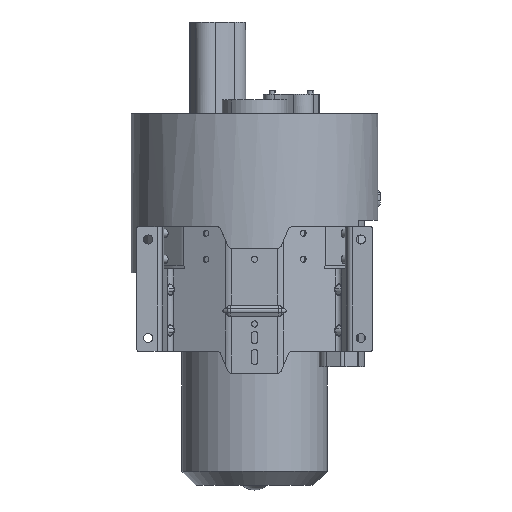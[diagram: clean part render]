
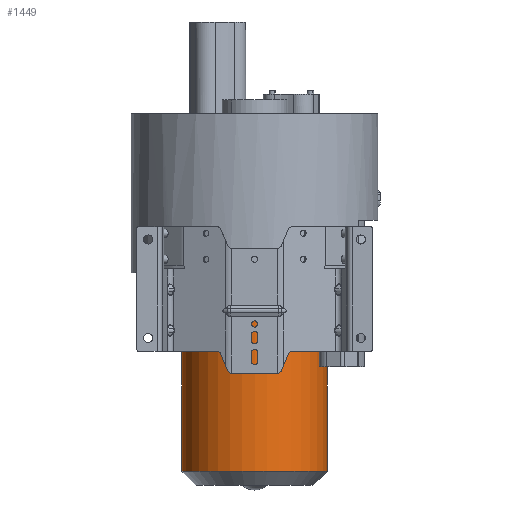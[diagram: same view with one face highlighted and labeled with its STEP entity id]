
A CAD part, front view. The second image highlights one B-rep face of the part: STEP entity #1449.
In plain terms, the highlighted cylindrical face has radius 112 mm (diameter 224 mm), a partial arc.
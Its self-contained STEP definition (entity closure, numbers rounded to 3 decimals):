
#1002=CYLINDRICAL_SURFACE('',#12559,112.);
#1449=ADVANCED_FACE('',(#2337),#1002,.T.);
#2337=FACE_OUTER_BOUND('',#3026,.T.);
#3026=EDGE_LOOP('',(#6542,#6543,#6544,#6545));
#3725=LINE('',#18156,#4487);
#3726=LINE('',#18157,#4488);
#4487=VECTOR('',#14305,1.);
#4488=VECTOR('',#14306,1.);
#6542=ORIENTED_EDGE('',*,*,#10320,.F.);
#6543=ORIENTED_EDGE('',*,*,#10397,.T.);
#6544=ORIENTED_EDGE('',*,*,#10321,.T.);
#6545=ORIENTED_EDGE('',*,*,#10633,.T.);
#8971=VERTEX_POINT('',#17984);
#8972=VERTEX_POINT('',#17986);
#9024=VERTEX_POINT('',#18154);
#9025=VERTEX_POINT('',#18155);
#10320=EDGE_CURVE('',#9025,#8972,#3725,.T.);
#10321=EDGE_CURVE('',#9024,#8971,#3726,.T.);
#10397=EDGE_CURVE('',#9025,#9024,#11709,.T.);
#10633=EDGE_CURVE('',#8971,#8972,#11751,.T.);
#11709=CIRCLE('',#12448,112.);
#11751=CIRCLE('',#12558,112.);
#12448=AXIS2_PLACEMENT_3D('',#18333,#14435,#14436);
#12558=AXIS2_PLACEMENT_3D('',#19358,#14765,#14766);
#12559=AXIS2_PLACEMENT_3D('',#19359,#14767,#14768);
#14305=DIRECTION('',(0.,0.,-1.));
#14306=DIRECTION('',(0.,0.,-1.));
#14435=DIRECTION('',(0.,0.,-1.));
#14436=DIRECTION('',(-1.,0.,0.));
#14765=DIRECTION('',(0.,0.,1.));
#14766=DIRECTION('',(-1.,0.,0.));
#14767=DIRECTION('',(0.,0.,-1.));
#14768=DIRECTION('',(1.,0.,0.));
#17984=CARTESIAN_POINT('',(-112.,0.,-347.));
#17986=CARTESIAN_POINT('',(112.,0.,-347.));
#18154=CARTESIAN_POINT('',(-112.,0.,-40.8));
#18155=CARTESIAN_POINT('',(112.,0.,-40.8));
#18156=CARTESIAN_POINT('',(112.,0.,-40.8));
#18157=CARTESIAN_POINT('',(-112.,0.,-40.8));
#18333=CARTESIAN_POINT('',(0.,0.,-40.8));
#19358=CARTESIAN_POINT('',(0.,0.,-347.));
#19359=CARTESIAN_POINT('',(0.,0.,-40.8));
